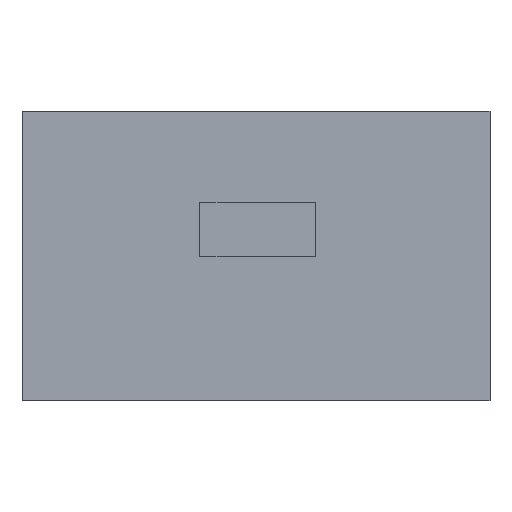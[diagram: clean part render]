
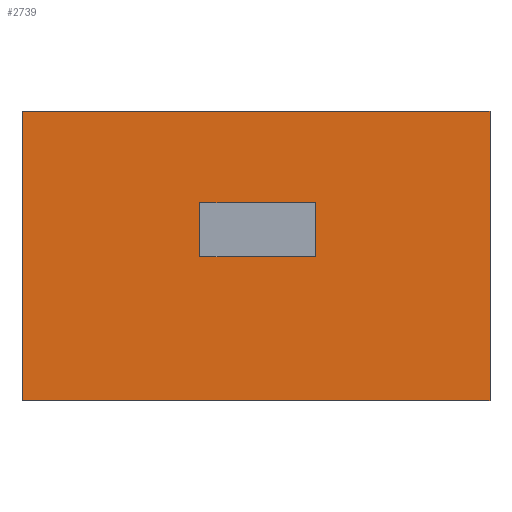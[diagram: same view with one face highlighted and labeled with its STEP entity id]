
A CAD part, front view. The second image highlights one B-rep face of the part: STEP entity #2739.
In plain terms, the highlighted planar face has unit normal (0, -1, 0).
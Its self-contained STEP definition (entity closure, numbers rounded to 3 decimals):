
#237=FACE_BOUND('',#552,.T.);
#346=FACE_OUTER_BOUND('',#551,.T.);
#551=EDGE_LOOP('',(#2065,#2066,#2067,#2068,#2069,#2070));
#552=EDGE_LOOP('',(#2071,#2072,#2073,#2074));
#858=LINE('',#4271,#1087);
#869=LINE('',#4293,#1098);
#902=LINE('',#4360,#1131);
#905=LINE('',#4366,#1134);
#907=LINE('',#4370,#1136);
#909=LINE('',#4374,#1138);
#911=LINE('',#4377,#1140);
#912=LINE('',#4380,#1141);
#913=LINE('',#4382,#1142);
#914=LINE('',#4383,#1143);
#1087=VECTOR('',#3348,10.);
#1098=VECTOR('',#3363,10.);
#1131=VECTOR('',#3410,10.);
#1134=VECTOR('',#3415,10.);
#1136=VECTOR('',#3419,10.);
#1138=VECTOR('',#3423,10.);
#1140=VECTOR('',#3427,10.);
#1141=VECTOR('',#3430,10.);
#1142=VECTOR('',#3431,10.);
#1143=VECTOR('',#3432,10.);
#1295=VERTEX_POINT('',#4268);
#1296=VERTEX_POINT('',#4270);
#1305=VERTEX_POINT('',#4291);
#1332=VERTEX_POINT('',#4359);
#1333=VERTEX_POINT('',#4363);
#1334=VERTEX_POINT('',#4365);
#1335=VERTEX_POINT('',#4369);
#1336=VERTEX_POINT('',#4373);
#1337=VERTEX_POINT('',#4379);
#1338=VERTEX_POINT('',#4381);
#1560=EDGE_CURVE('',#1296,#1295,#858,.T.);
#1571=EDGE_CURVE('',#1295,#1305,#869,.T.);
#1604=EDGE_CURVE('',#1296,#1332,#902,.T.);
#1607=EDGE_CURVE('',#1334,#1333,#905,.T.);
#1609=EDGE_CURVE('',#1335,#1334,#907,.T.);
#1611=EDGE_CURVE('',#1336,#1335,#909,.T.);
#1613=EDGE_CURVE('',#1333,#1336,#911,.T.);
#1614=EDGE_CURVE('',#1305,#1337,#912,.T.);
#1615=EDGE_CURVE('',#1337,#1338,#913,.T.);
#1616=EDGE_CURVE('',#1338,#1332,#914,.T.);
#2065=ORIENTED_EDGE('',*,*,#1560,.T.);
#2066=ORIENTED_EDGE('',*,*,#1571,.T.);
#2067=ORIENTED_EDGE('',*,*,#1614,.T.);
#2068=ORIENTED_EDGE('',*,*,#1615,.T.);
#2069=ORIENTED_EDGE('',*,*,#1616,.T.);
#2070=ORIENTED_EDGE('',*,*,#1604,.F.);
#2071=ORIENTED_EDGE('',*,*,#1613,.T.);
#2072=ORIENTED_EDGE('',*,*,#1611,.T.);
#2073=ORIENTED_EDGE('',*,*,#1609,.T.);
#2074=ORIENTED_EDGE('',*,*,#1607,.T.);
#2618=PLANE('',#2931);
#2739=ADVANCED_FACE('',(#346,#237),#2618,.T.);
#2931=AXIS2_PLACEMENT_3D('',#4378,#3428,#3429);
#3348=DIRECTION('',(-1.,0.,0.));
#3363=DIRECTION('',(0.,0.,-1.));
#3410=DIRECTION('',(0.,0.,-1.));
#3415=DIRECTION('',(0.,0.,-1.));
#3419=DIRECTION('',(1.,0.,0.));
#3423=DIRECTION('',(0.,0.,1.));
#3427=DIRECTION('',(-1.,0.,0.));
#3428=DIRECTION('center_axis',(0.,-1.,0.));
#3429=DIRECTION('ref_axis',(0.,0.,-1.));
#3430=DIRECTION('',(1.,0.,0.));
#3431=DIRECTION('',(0.,0.,-1.));
#3432=DIRECTION('',(1.,0.,0.));
#4268=CARTESIAN_POINT('',(5.251,14.78,28.717));
#4270=CARTESIAN_POINT('',(56.574,14.78,28.717));
#4271=CARTESIAN_POINT('',(18.199,14.78,28.717));
#4291=CARTESIAN_POINT('',(5.251,14.78,-2.987));
#4293=CARTESIAN_POINT('',(5.251,14.78,-2.988));
#4359=CARTESIAN_POINT('',(56.574,14.78,-2.988));
#4360=CARTESIAN_POINT('',(56.574,14.78,-2.988));
#4363=CARTESIAN_POINT('',(37.464,14.78,12.786));
#4365=CARTESIAN_POINT('',(37.464,14.78,18.729));
#4366=CARTESIAN_POINT('',(37.464,14.78,18.729));
#4369=CARTESIAN_POINT('',(24.758,14.78,18.729));
#4370=CARTESIAN_POINT('',(24.758,14.78,18.729));
#4373=CARTESIAN_POINT('',(24.758,14.78,12.786));
#4374=CARTESIAN_POINT('',(24.758,14.78,12.786));
#4377=CARTESIAN_POINT('',(37.464,14.78,12.786));
#4378=CARTESIAN_POINT('Origin',(29.413,14.78,16.365));
#4379=CARTESIAN_POINT('',(6.985,14.78,-2.987));
#4380=CARTESIAN_POINT('',(5.251,14.78,-2.987));
#4381=CARTESIAN_POINT('',(6.985,14.78,-2.988));
#4382=CARTESIAN_POINT('',(6.985,14.78,-2.987));
#4383=CARTESIAN_POINT('',(53.574,14.78,-2.988));
